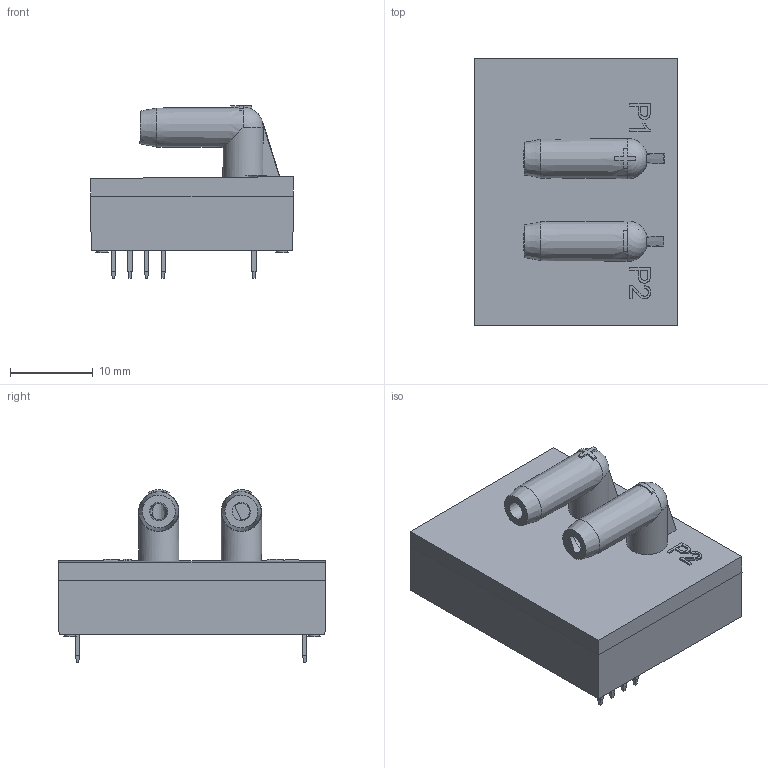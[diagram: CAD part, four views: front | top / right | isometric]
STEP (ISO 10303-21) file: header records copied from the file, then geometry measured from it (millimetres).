
FILE_DESCRIPTION(/* description */ (''),/* implementation_level */ '2;1');
FILE_NAME(/* name */ '110540_Simplify_1.stp',/* time_stamp */ '2023-04-11T11:36:07+02:00',/* author */ ('uch10269'),/* organization */ (''),/* preprocessor_version */ 'ST-DEVELOPER v19.2',/* originating_system */ 'Autodesk Inventor 2023',/* authorisation */ '');
FILE_SCHEMA (('AUTOMOTIVE_DESIGN { 1 0 10303 214 3 1 1 }'));
Length unit declared in the file: millimetre
Products named in the file (1): 110540_Simplify_1
Bounding box: 24.52 x 32.3 x 20.9 mm (x, y, z)
Volume: 7493 mm3; surface area: 3431.2 mm2
Topology: 1 solids, 1 shells, 154 faces, 369 edges, 236 vertices
Faces by surface type: plane 116, bspline 16, cone 12, cylinder 4, torus 4, sphere 2
Entity records: 5730 total; most frequent: CARTESIAN_POINT 2020, ORIENTED_EDGE 736, DIRECTION 676, EDGE_CURVE 368, LINE 238, VECTOR 238, VERTEX_POINT 236, AXIS2_PLACEMENT_3D 219
